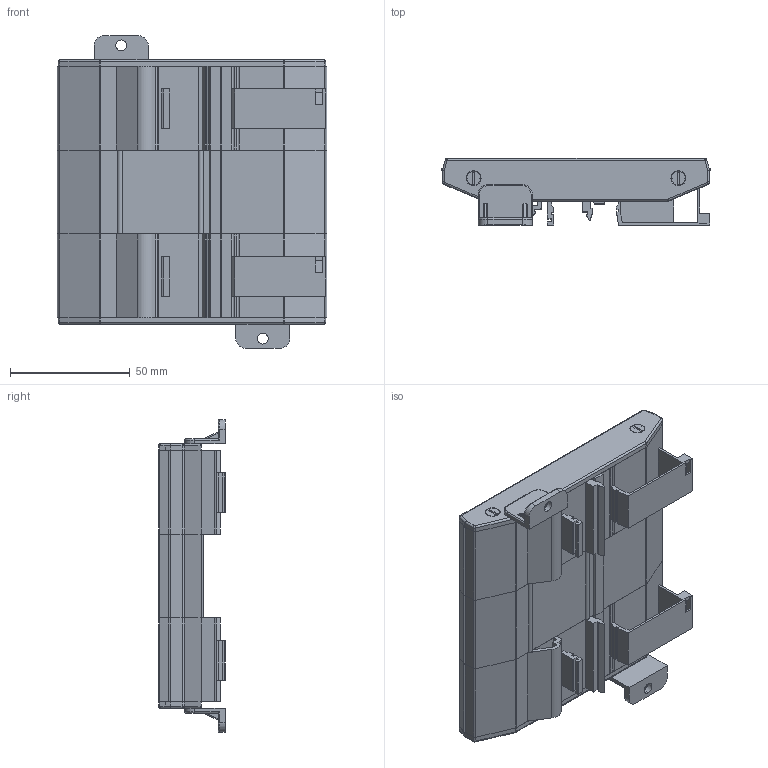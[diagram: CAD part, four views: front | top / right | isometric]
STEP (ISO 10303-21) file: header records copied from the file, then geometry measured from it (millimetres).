
FILE_DESCRIPTION (( 'STEP AP214' ), '1' );
FILE_NAME ('UH-105.STEP', '2022-01-18T11:09:55', ( '' ), ( '' ), 'SwSTEP 2.0', 'SolidWorks 2017', '' );
FILE_SCHEMA (( 'AUTOMOTIVE_DESIGN' ));
Length unit declared in the file: millimetre
Products named in the file (25): UH-105; Foot Piece; High Bracket UBRH; End Plate Screw; Pin 105; Spacer Piece; Pin 105 Solid; End Piece UH; Base PCB UEC 105
Assembly tree (16 placements, depth 2):
  UH-105
    Foot Piece  x2
    Spacer Piece
    End Piece UH  x2
    Pin 105  x2
    End Plate Screw  x4
    Pin 105 Solid  x2
    High Bracket UBRH  x2
    Base PCB UEC 105
  High Bracket UBRH
  End Plate Screw
  Foot Piece
  Pin 105
Bounding box: 112.5 x 27.79 x 130.4 mm (x, y, z)
Volume: 91264.6 mm3; surface area: 114044.7 mm2
Topology: 16 solids, 16 shells, 1111 faces, 2923 edges, 1886 vertices
Faces by surface type: plane 592, cylinder 423, torus 64, cone 32
Entity records: 20391 total; most frequent: DIRECTION 3529, CARTESIAN_POINT 3500, ORIENTED_EDGE 3358, EDGE_CURVE 1679, AXIS2_PLACEMENT_3D 1217, LINE 1095, VECTOR 1095, VERTEX_POINT 1084
